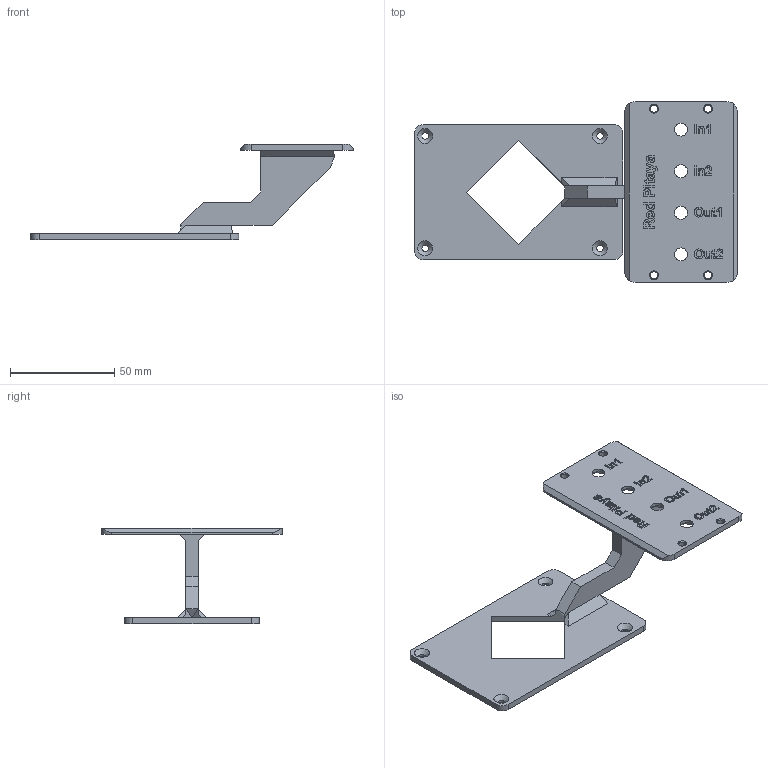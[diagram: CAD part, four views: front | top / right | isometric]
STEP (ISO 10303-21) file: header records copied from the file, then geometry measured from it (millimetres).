
FILE_DESCRIPTION(/* description */ ('','CAx-IF Rec.Pracs.---Representation and Presentation of Product Manufacturing Information (PMI)---4.0---2014-10-13'),/* implementation_level */ '2;1');
FILE_NAME(/* name */ 'Module 1x Red Pitaya v11.step',/* time_stamp */ '2025-02-16T14:32:49+01:00',/* author */ (''),/* organization */ (''),/* preprocessor_version */ 'ST-DEVELOPER v20',/* originating_system */ 'Autodesk Translation Framework v13.20.0.188',/* authorisation */ '');
FILE_SCHEMA (('AP242_MANAGED_MODEL_BASED_3D_ENGINEERING_MIM_LF { 1 0 10303 442 1 1 4 }'));
Length unit declared in the file: millimetre
Products named in the file (1): Module Blank
Bounding box: 155 x 87 x 46 mm (x, y, z)
Volume: 36960.2 mm3; surface area: 25091.8 mm2
Topology: 1 solids, 1 shells, 557 faces, 1542 edges, 1020 vertices
Faces by surface type: bspline 273, plane 256, cylinder 20, cone 8
Full cylindrical faces by diameter (mm): 3.2 x4, 3.5 x4, 6.2 x4
Entity records: 20242 total; most frequent: CARTESIAN_POINT 7761, ORIENTED_EDGE 3084, DIRECTION 1618, EDGE_CURVE 1542, VERTEX_POINT 1020, LINE 944, VECTOR 944, EDGE_LOOP 618
